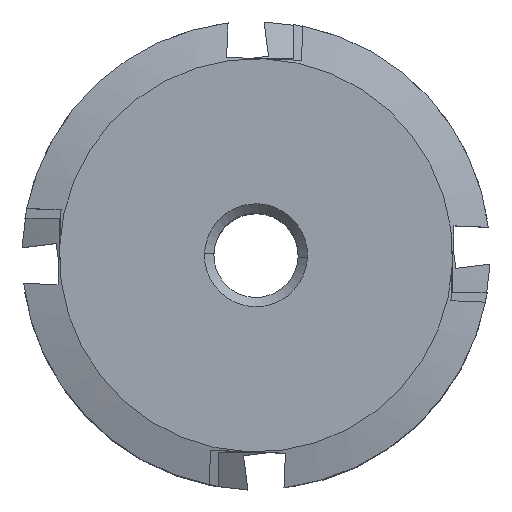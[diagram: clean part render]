
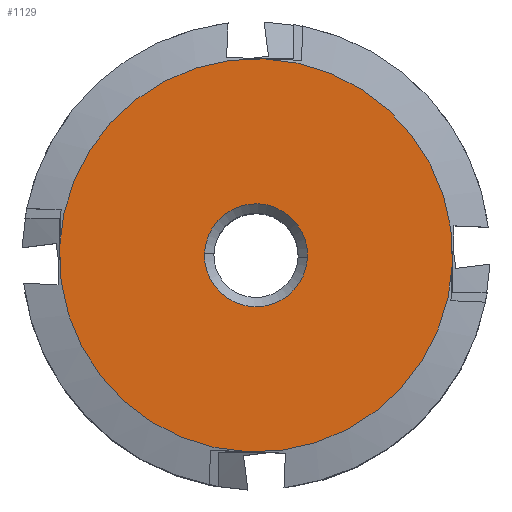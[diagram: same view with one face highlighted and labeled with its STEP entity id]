
A CAD part, top view. The second image highlights one B-rep face of the part: STEP entity #1129.
In plain terms, the highlighted face is planar.
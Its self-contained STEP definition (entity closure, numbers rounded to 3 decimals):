
#4 = AXIS2_PLACEMENT_3D ( 'NONE', #1572, #1873, #2729 ) ;
#45 = CIRCLE ( 'NONE', #953, 10.5 ) ;
#81 = DIRECTION ( 'NONE',  ( 1., 0., 0. ) ) ;
#93 = CIRCLE ( 'NONE', #2456, 2.75 ) ;
#181 = CARTESIAN_POINT ( 'NONE',  ( -2.75, 10.434, 0. ) ) ;
#259 = CARTESIAN_POINT ( 'NONE',  ( -10.5, 10.434, 0. ) ) ;
#287 = VERTEX_POINT ( 'NONE', #259 ) ;
#552 = DIRECTION ( 'NONE',  ( 1., 0., 0. ) ) ;
#674 = DIRECTION ( 'NONE',  ( 1., 0., 0. ) ) ;
#838 = EDGE_CURVE ( 'NONE', #2003, #287, #1034, .T. ) ;
#932 = ORIENTED_EDGE ( 'NONE', *, *, #1008, .T. ) ;
#953 = AXIS2_PLACEMENT_3D ( 'NONE', #1266, #1879, #81 ) ;
#977 = CIRCLE ( 'NONE', #3811, 10.5 ) ;
#1008 = EDGE_CURVE ( 'NONE', #1661, #1314, #93, .T. ) ;
#1010 = CARTESIAN_POINT ( 'NONE',  ( 0., 10.434, 10.5 ) ) ;
#1022 = CIRCLE ( 'NONE', #2852, 2.75 ) ;
#1034 = CIRCLE ( 'NONE', #3319, 10.5 ) ;
#1129 = ADVANCED_FACE ( 'NONE', ( #2940, #1404 ), #1390, .F. ) ;
#1196 = DIRECTION ( 'NONE',  ( 0., 1., 0. ) ) ;
#1233 = EDGE_CURVE ( 'NONE', #1767, #2043, #45, .T. ) ;
#1266 = CARTESIAN_POINT ( 'NONE',  ( 0., 10.434, 0. ) ) ;
#1310 = DIRECTION ( 'NONE',  ( 0., 1., 0. ) ) ;
#1314 = VERTEX_POINT ( 'NONE', #181 ) ;
#1390 = PLANE ( 'NONE',  #1573 ) ;
#1404 = FACE_BOUND ( 'NONE', #3294, .T. ) ;
#1541 = ORIENTED_EDGE ( 'NONE', *, *, #838, .T. ) ;
#1572 = CARTESIAN_POINT ( 'NONE',  ( 0., 10.434, 0. ) ) ;
#1573 = AXIS2_PLACEMENT_3D ( 'NONE', #3171, #3473, #552 ) ;
#1632 = CARTESIAN_POINT ( 'NONE',  ( 0., 10.434, 0. ) ) ;
#1656 = DIRECTION ( 'NONE',  ( 1., 0., 0. ) ) ;
#1661 = VERTEX_POINT ( 'NONE', #1795 ) ;
#1767 = VERTEX_POINT ( 'NONE', #1010 ) ;
#1795 = CARTESIAN_POINT ( 'NONE',  ( 2.75, 10.434, 0. ) ) ;
#1873 = DIRECTION ( 'NONE',  ( 0., 1., 0. ) ) ;
#1879 = DIRECTION ( 'NONE',  ( 0., 1., 0. ) ) ;
#1932 = EDGE_CURVE ( 'NONE', #2043, #2003, #977, .T. ) ;
#2003 = VERTEX_POINT ( 'NONE', #3251 ) ;
#2021 = EDGE_CURVE ( 'NONE', #287, #1767, #3447, .T. ) ;
#2043 = VERTEX_POINT ( 'NONE', #3318 ) ;
#2066 = CARTESIAN_POINT ( 'NONE',  ( 0., 10.434, 0. ) ) ;
#2082 = CARTESIAN_POINT ( 'NONE',  ( 0., 10.434, 0. ) ) ;
#2159 = CARTESIAN_POINT ( 'NONE',  ( 0., 10.434, 0. ) ) ;
#2364 = DIRECTION ( 'NONE',  ( 1., 0., 0. ) ) ;
#2385 = ORIENTED_EDGE ( 'NONE', *, *, #2021, .T. ) ;
#2427 = ORIENTED_EDGE ( 'NONE', *, *, #1932, .T. ) ;
#2456 = AXIS2_PLACEMENT_3D ( 'NONE', #1632, #2854, #1656 ) ;
#2655 = DIRECTION ( 'NONE',  ( 0., -1., 0. ) ) ;
#2666 = DIRECTION ( 'NONE',  ( 1., 0., 0. ) ) ;
#2713 = ORIENTED_EDGE ( 'NONE', *, *, #1233, .T. ) ;
#2729 = DIRECTION ( 'NONE',  ( 1., 0., 0. ) ) ;
#2731 = ORIENTED_EDGE ( 'NONE', *, *, #2863, .T. ) ;
#2852 = AXIS2_PLACEMENT_3D ( 'NONE', #2066, #2655, #2364 ) ;
#2854 = DIRECTION ( 'NONE',  ( 0., -1., 0. ) ) ;
#2863 = EDGE_CURVE ( 'NONE', #1314, #1661, #1022, .T. ) ;
#2940 = FACE_OUTER_BOUND ( 'NONE', #3225, .T. ) ;
#3171 = CARTESIAN_POINT ( 'NONE',  ( 12.5, 10.434, 0. ) ) ;
#3225 = EDGE_LOOP ( 'NONE', ( #1541, #2385, #2713, #2427 ) ) ;
#3251 = CARTESIAN_POINT ( 'NONE',  ( 0., 10.434, -10.5 ) ) ;
#3294 = EDGE_LOOP ( 'NONE', ( #2731, #932 ) ) ;
#3318 = CARTESIAN_POINT ( 'NONE',  ( 10.5, 10.434, 0. ) ) ;
#3319 = AXIS2_PLACEMENT_3D ( 'NONE', #2159, #1310, #674 ) ;
#3447 = CIRCLE ( 'NONE', #4, 10.5 ) ;
#3473 = DIRECTION ( 'NONE',  ( 0., -1., 0. ) ) ;
#3811 = AXIS2_PLACEMENT_3D ( 'NONE', #2082, #1196, #2666 ) ;
